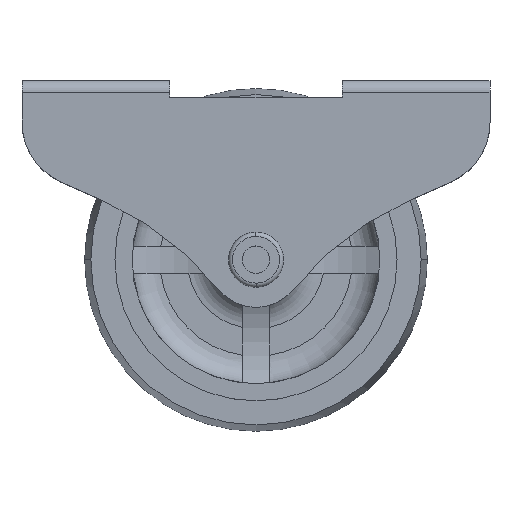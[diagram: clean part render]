
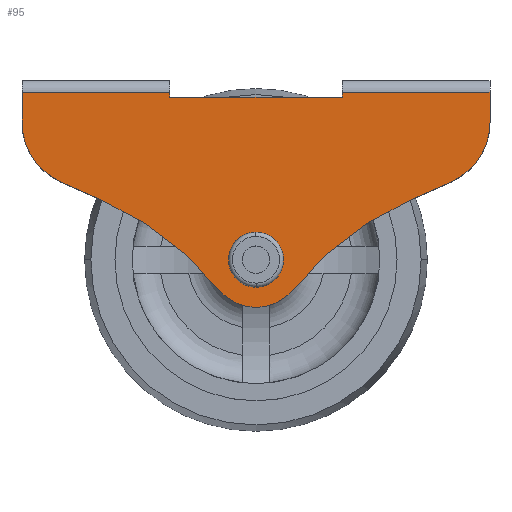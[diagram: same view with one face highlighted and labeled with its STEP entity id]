
A CAD part, top view. The second image highlights one B-rep face of the part: STEP entity #95.
In plain terms, the highlighted planar face has unit normal (0, 0, 1).
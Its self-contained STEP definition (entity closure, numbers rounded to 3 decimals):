
#95=ADVANCED_FACE('',(#252,#253),#254,.T.);
#252=FACE_OUTER_BOUND('',#573,.T.);
#253=FACE_BOUND('',#574,.T.);
#254=PLANE('',#575);
#573=EDGE_LOOP('',(#914,#915,#916,#917,#918,#919,#920,#921,#922,#923,#924,#925,#926,#927));
#574=EDGE_LOOP('',(#928,#929));
#575=AXIS2_PLACEMENT_3D('',#930,#931,#932);
#914=ORIENTED_EDGE('',*,*,#2166,.T.);
#915=ORIENTED_EDGE('',*,*,#2167,.T.);
#916=ORIENTED_EDGE('',*,*,#2168,.T.);
#917=ORIENTED_EDGE('',*,*,#2169,.T.);
#918=ORIENTED_EDGE('',*,*,#2170,.F.);
#919=ORIENTED_EDGE('',*,*,#2171,.F.);
#920=ORIENTED_EDGE('',*,*,#2172,.F.);
#921=ORIENTED_EDGE('',*,*,#2173,.T.);
#922=ORIENTED_EDGE('',*,*,#2174,.T.);
#923=ORIENTED_EDGE('',*,*,#2175,.T.);
#924=ORIENTED_EDGE('',*,*,#2176,.T.);
#925=ORIENTED_EDGE('',*,*,#2177,.T.);
#926=ORIENTED_EDGE('',*,*,#2178,.T.);
#927=ORIENTED_EDGE('',*,*,#2179,.T.);
#928=ORIENTED_EDGE('',*,*,#2180,.F.);
#929=ORIENTED_EDGE('',*,*,#2152,.F.);
#930=CARTESIAN_POINT('',(0.0,10.592,12.5));
#931=DIRECTION('',(0.0,0.,1.0));
#932=DIRECTION('',(0.0,-1.0,0.));
#2152=EDGE_CURVE('',#2557,#2559,#2560,.T.);
#2166=EDGE_CURVE('',#2586,#2587,#2588,.T.);
#2167=EDGE_CURVE('',#2587,#2589,#2590,.T.);
#2168=EDGE_CURVE('',#2589,#2591,#2592,.T.);
#2169=EDGE_CURVE('',#2591,#2593,#2594,.T.);
#2170=EDGE_CURVE('',#2595,#2593,#2596,.T.);
#2171=EDGE_CURVE('',#2597,#2595,#2598,.T.);
#2172=EDGE_CURVE('',#2599,#2597,#2600,.T.);
#2173=EDGE_CURVE('',#2599,#2601,#2602,.T.);
#2174=EDGE_CURVE('',#2601,#2603,#2604,.T.);
#2175=EDGE_CURVE('',#2603,#2605,#2606,.T.);
#2176=EDGE_CURVE('',#2605,#2607,#2608,.T.);
#2177=EDGE_CURVE('',#2607,#2609,#2610,.T.);
#2178=EDGE_CURVE('',#2609,#2611,#2612,.T.);
#2179=EDGE_CURVE('',#2611,#2586,#2613,.T.);
#2180=EDGE_CURVE('',#2559,#2557,#2614,.T.);
#2557=VERTEX_POINT('',#3224);
#2559=VERTEX_POINT('',#3227);
#2560=CIRCLE('',#3228,3.0);
#2586=VERTEX_POINT('',#3261);
#2587=VERTEX_POINT('',#3262);
#2588=LINE('',#3263,#3264);
#2589=VERTEX_POINT('',#3265);
#2590=CIRCLE('',#3266,9.5);
#2591=VERTEX_POINT('',#3267);
#2592=LINE('',#3268,#3269);
#2593=VERTEX_POINT('',#3270);
#2594=LINE('',#3271,#3272);
#2595=VERTEX_POINT('',#3273);
#2596=LINE('',#3274,#3275);
#2597=VERTEX_POINT('',#3276);
#2598=LINE('',#3277,#3278);
#2599=VERTEX_POINT('',#3279);
#2600=LINE('',#3280,#3281);
#2601=VERTEX_POINT('',#3282);
#2602=LINE('',#3283,#3284);
#2603=VERTEX_POINT('',#3285);
#2604=LINE('',#3286,#3287);
#2605=VERTEX_POINT('',#3288);
#2606=CIRCLE('',#3289,9.5);
#2607=VERTEX_POINT('',#3290);
#2608=LINE('',#3291,#3292);
#2609=VERTEX_POINT('',#3293);
#2610=CIRCLE('',#3294,46.0);
#2611=VERTEX_POINT('',#3295);
#2612=CIRCLE('',#3296,7.);
#2613=CIRCLE('',#3297,46.0);
#2614=CIRCLE('',#3298,3.0);
#3224=CARTESIAN_POINT('',(-3.0,-26.008,12.5));
#3227=CARTESIAN_POINT('',(3.0,-26.008,12.5));
#3228=AXIS2_PLACEMENT_3D('',#4788,#4789,#4790);
#3261=CARTESIAN_POINT('',(22.402,-17.333,12.5));
#3262=CARTESIAN_POINT('',(28.364,-14.679,12.5));
#3263=CARTESIAN_POINT('',(28.364,-14.679,12.5));
#3264=VECTOR('',#4816,1000.0);
#3265=CARTESIAN_POINT('',(34.0,-6.,12.5));
#3266=AXIS2_PLACEMENT_3D('',#4817,#4818,#4819);
#3267=CARTESIAN_POINT('',(34.0,-1.7,12.5));
#3268=CARTESIAN_POINT('',(34.0,54.092,12.5));
#3269=VECTOR('',#4820,1000.0);
#3270=CARTESIAN_POINT('',(12.5,-1.7,12.5));
#3271=CARTESIAN_POINT('',(0.0,-1.7,12.5));
#3272=VECTOR('',#4821,1000.0);
#3273=CARTESIAN_POINT('',(12.5,-2.398,12.5));
#3274=CARTESIAN_POINT('',(12.5,6.616,12.5));
#3275=VECTOR('',#4822,1000.0);
#3276=CARTESIAN_POINT('',(-12.5,-2.398,12.5));
#3277=CARTESIAN_POINT('',(-12.5,-2.398,12.5));
#3278=VECTOR('',#4823,1000.0);
#3279=CARTESIAN_POINT('',(-12.5,-1.7,12.5));
#3280=CARTESIAN_POINT('',(-12.5,6.616,12.5));
#3281=VECTOR('',#4824,1000.0);
#3282=CARTESIAN_POINT('',(-34.0,-1.7,12.5));
#3283=CARTESIAN_POINT('',(0.0,-1.7,12.5));
#3284=VECTOR('',#4825,1000.0);
#3285=CARTESIAN_POINT('',(-34.0,-6.0,12.5));
#3286=CARTESIAN_POINT('',(-34.0,54.092,12.5));
#3287=VECTOR('',#4826,1000.0);
#3288=CARTESIAN_POINT('',(-28.364,-14.679,12.5));
#3289=AXIS2_PLACEMENT_3D('',#4827,#4828,#4829);
#3290=CARTESIAN_POINT('',(-22.402,-17.333,12.5));
#3291=CARTESIAN_POINT('',(-28.364,-14.679,12.5));
#3292=VECTOR('',#4830,1000.0);
#3293=CARTESIAN_POINT('',(-5.43,-30.325,12.5));
#3294=AXIS2_PLACEMENT_3D('',#4831,#4832,#4833);
#3295=CARTESIAN_POINT('',(5.43,-30.325,12.5));
#3296=AXIS2_PLACEMENT_3D('',#4834,#4835,#4836);
#3297=AXIS2_PLACEMENT_3D('',#4837,#4838,#4839);
#3298=AXIS2_PLACEMENT_3D('',#4840,#4841,#4842);
#4788=CARTESIAN_POINT('',(0.,-26.008,12.5));
#4789=DIRECTION('',(0.0,0.0,1.0));
#4790=DIRECTION('',(1.0,0.0,0.0));
#4816=DIRECTION('',(0.914,0.407,-0.0));
#4817=CARTESIAN_POINT('',(24.5,-6.,12.5));
#4818=DIRECTION('',(0.0,0.0,1.0));
#4819=DIRECTION('',(-1.0,0.0,0.0));
#4820=DIRECTION('',(0.,1.0,0.));
#4821=DIRECTION('',(-1.0,-0.0,0.0));
#4822=DIRECTION('',(0.,1.0,-0.0));
#4823=DIRECTION('',(1.0,0.0,0.0));
#4824=DIRECTION('',(0.,-1.0,0.0));
#4825=DIRECTION('',(-1.0,-0.0,0.0));
#4826=DIRECTION('',(0.,-1.0,0.));
#4827=CARTESIAN_POINT('',(-24.5,-6.0,12.5));
#4828=DIRECTION('',(0.0,0.0,1.0));
#4829=DIRECTION('',(1.0,0.0,0.0));
#4830=DIRECTION('',(0.914,-0.407,0.0));
#4831=CARTESIAN_POINT('',(-41.112,-59.356,12.5));
#4832=DIRECTION('',(0.0,0.0,-1.0));
#4833=DIRECTION('',(-1.0,0.0,0.0));
#4834=CARTESIAN_POINT('',(0.,-25.908,12.5));
#4835=DIRECTION('',(0.0,0.0,1.0));
#4836=DIRECTION('',(1.0,0.0,0.0));
#4837=CARTESIAN_POINT('',(41.112,-59.356,12.5));
#4838=DIRECTION('',(0.0,0.0,-1.0));
#4839=DIRECTION('',(1.0,0.0,0.0));
#4840=CARTESIAN_POINT('',(0.,-26.008,12.5));
#4841=DIRECTION('',(0.0,0.0,1.0));
#4842=DIRECTION('',(1.0,0.0,0.0));
